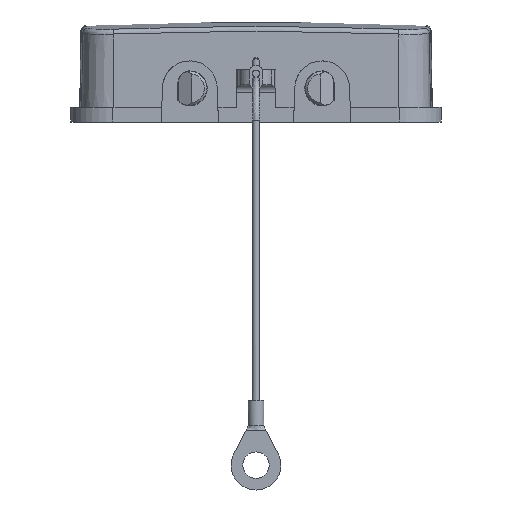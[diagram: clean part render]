
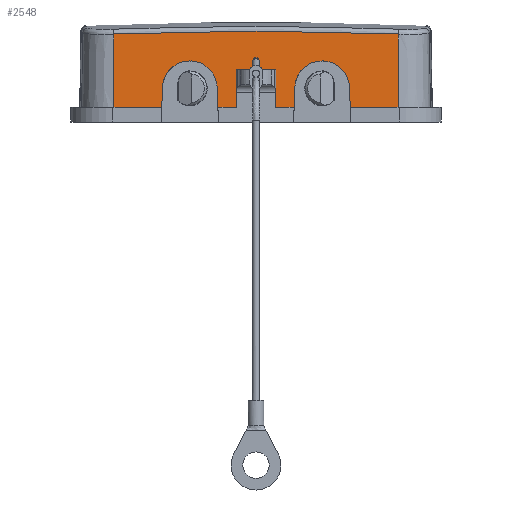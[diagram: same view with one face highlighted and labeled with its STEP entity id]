
A CAD part, front view. The second image highlights one B-rep face of the part: STEP entity #2548.
In plain terms, the highlighted planar face has unit normal (0, -1, 0.018).
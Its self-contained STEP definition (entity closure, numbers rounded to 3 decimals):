
#1194=ELLIPSE('',#6165,5.501,5.5);
#1199=ELLIPSE('',#6191,5.501,5.5);
#1228=FACE_OUTER_BOUND('',#3063,.T.);
#1499=PLANE('',#6192);
#1651=LINE('',#8002,#2085);
#1679=LINE('',#8177,#2113);
#1685=LINE('',#8193,#2119);
#1693=LINE('',#8240,#2127);
#1698=LINE('',#8253,#2132);
#1701=LINE('',#8267,#2135);
#1702=LINE('',#8268,#2136);
#1703=LINE('',#8270,#2137);
#1704=LINE('',#8272,#2138);
#1705=LINE('',#8276,#2139);
#1706=LINE('',#8278,#2140);
#1707=LINE('',#8280,#2141);
#1708=LINE('',#8287,#2142);
#2085=VECTOR('',#6531,1.);
#2113=VECTOR('',#6581,1.);
#2119=VECTOR('',#6595,1.);
#2127=VECTOR('',#6635,1.);
#2132=VECTOR('',#6646,1.);
#2135=VECTOR('',#6659,1.);
#2136=VECTOR('',#6660,1.);
#2137=VECTOR('',#6661,1.);
#2138=VECTOR('',#6662,1.);
#2139=VECTOR('',#6665,1.);
#2140=VECTOR('',#6666,1.);
#2141=VECTOR('',#6667,1.);
#2142=VECTOR('',#6668,1.);
#2548=ADVANCED_FACE('',(#1228),#1499,.T.);
#2857=B_SPLINE_CURVE_WITH_KNOTS('',3,(#8282,#8283,#8284,#8285),
 .UNSPECIFIED.,.F.,.F.,(4,4),(0.,1.),.UNSPECIFIED.);
#3063=EDGE_LOOP('',(#3474,#3475,#3476,#3477,#3478,#3479,#3480,#3481,#3482,
#3483,#3484,#3485,#3486,#3487,#3488,#3489));
#3474=ORIENTED_EDGE('',*,*,#5226,.F.);
#3475=ORIENTED_EDGE('',*,*,#5240,.F.);
#3476=ORIENTED_EDGE('',*,*,#5159,.F.);
#3477=ORIENTED_EDGE('',*,*,#5241,.F.);
#3478=ORIENTED_EDGE('',*,*,#5242,.F.);
#3479=ORIENTED_EDGE('',*,*,#5243,.T.);
#3480=ORIENTED_EDGE('',*,*,#5244,.T.);
#3481=ORIENTED_EDGE('',*,*,#5245,.F.);
#3482=ORIENTED_EDGE('',*,*,#5246,.F.);
#3483=ORIENTED_EDGE('',*,*,#5247,.F.);
#3484=ORIENTED_EDGE('',*,*,#5248,.T.);
#3485=ORIENTED_EDGE('',*,*,#5249,.T.);
#3486=ORIENTED_EDGE('',*,*,#5233,.F.);
#3487=ORIENTED_EDGE('',*,*,#5207,.T.);
#3488=ORIENTED_EDGE('',*,*,#5202,.T.);
#3489=ORIENTED_EDGE('',*,*,#5199,.F.);
#4715=VERTEX_POINT('',#8003);
#4716=VERTEX_POINT('',#8004);
#4751=VERTEX_POINT('',#8171);
#4753=VERTEX_POINT('',#8176);
#4755=VERTEX_POINT('',#8181);
#4756=VERTEX_POINT('',#8186);
#4771=VERTEX_POINT('',#8239);
#4777=VERTEX_POINT('',#8254);
#4783=VERTEX_POINT('',#8269);
#4784=VERTEX_POINT('',#8271);
#4785=VERTEX_POINT('',#8273);
#4786=VERTEX_POINT('',#8275);
#4787=VERTEX_POINT('',#8277);
#4788=VERTEX_POINT('',#8279);
#4789=VERTEX_POINT('',#8281);
#4790=VERTEX_POINT('',#8286);
#5159=EDGE_CURVE('',#4715,#4716,#1651,.T.);
#5199=EDGE_CURVE('',#4753,#4751,#1679,.T.);
#5202=EDGE_CURVE('',#4755,#4751,#1194,.T.);
#5207=EDGE_CURVE('',#4756,#4755,#1685,.T.);
#5226=EDGE_CURVE('',#4771,#4753,#1693,.T.);
#5233=EDGE_CURVE('',#4756,#4777,#1698,.T.);
#5240=EDGE_CURVE('',#4716,#4771,#1701,.T.);
#5241=EDGE_CURVE('',#4783,#4715,#1702,.T.);
#5242=EDGE_CURVE('',#4784,#4783,#1703,.T.);
#5243=EDGE_CURVE('',#4784,#4785,#1704,.T.);
#5244=EDGE_CURVE('',#4785,#4786,#1199,.T.);
#5245=EDGE_CURVE('',#4787,#4786,#1705,.T.);
#5246=EDGE_CURVE('',#4788,#4787,#1706,.T.);
#5247=EDGE_CURVE('',#4789,#4788,#1707,.T.);
#5248=EDGE_CURVE('',#4789,#4790,#2857,.T.);
#5249=EDGE_CURVE('',#4790,#4777,#1708,.T.);
#6165=AXIS2_PLACEMENT_3D('',#8183,#6587,#6588);
#6191=AXIS2_PLACEMENT_3D('',#8274,#6663,#6664);
#6192=AXIS2_PLACEMENT_3D('',#8288,#6669,#6670);
#6531=DIRECTION('',(-1.,0.,0.));
#6581=DIRECTION('',(-0.035,0.017,0.999));
#6587=DIRECTION('',(0.,1.,-0.017));
#6588=DIRECTION('',(0.,0.017,1.));
#6595=DIRECTION('',(0.035,0.017,0.999));
#6635=DIRECTION('',(-1.,0.,0.));
#6646=DIRECTION('',(-1.,0.,0.));
#6659=DIRECTION('',(0.,-0.017,-1.));
#6660=DIRECTION('',(0.,0.017,1.));
#6661=DIRECTION('',(-1.,0.,0.));
#6662=DIRECTION('',(0.035,0.017,0.999));
#6663=DIRECTION('',(0.,1.,-0.017));
#6664=DIRECTION('',(0.,0.017,1.));
#6665=DIRECTION('',(-0.035,0.017,0.999));
#6666=DIRECTION('',(-1.,0.,0.));
#6667=DIRECTION('',(0.,-0.017,-1.));
#6668=DIRECTION('',(0.,-0.017,-1.));
#6669=DIRECTION('',(0.,-1.,0.017));
#6670=DIRECTION('',(0.,-0.017,-1.));
#8002=CARTESIAN_POINT('',(0.,-20.169,1.835));
#8003=CARTESIAN_POINT('',(4.,-20.169,1.835));
#8004=CARTESIAN_POINT('',(-4.,-20.169,1.835));
#8171=CARTESIAN_POINT('',(-7.803,-20.23,-1.673));
#8176=CARTESIAN_POINT('',(-7.664,-20.3,-5.665));
#8177=CARTESIAN_POINT('',(-7.655,-20.305,-5.932));
#8181=CARTESIAN_POINT('',(-18.797,-20.23,-1.673));
#8183=CARTESIAN_POINT('',(-13.3,-20.234,-1.865));
#8186=CARTESIAN_POINT('',(-18.936,-20.3,-5.665));
#8193=CARTESIAN_POINT('',(-18.798,-20.231,-1.713));
#8239=CARTESIAN_POINT('',(-4.,-20.3,-5.665));
#8240=CARTESIAN_POINT('',(0.,-20.3,-5.665));
#8253=CARTESIAN_POINT('',(0.,-20.3,-5.665));
#8254=CARTESIAN_POINT('',(-28.575,-20.3,-5.665));
#8267=CARTESIAN_POINT('',(-4.,-20.17,1.803));
#8268=CARTESIAN_POINT('',(4.,-20.169,1.845));
#8269=CARTESIAN_POINT('',(4.,-20.3,-5.665));
#8270=CARTESIAN_POINT('',(-28.75,-20.3,-5.665));
#8271=CARTESIAN_POINT('',(7.664,-20.3,-5.665));
#8272=CARTESIAN_POINT('',(7.617,-20.323,-7.003));
#8273=CARTESIAN_POINT('',(7.803,-20.23,-1.673));
#8274=CARTESIAN_POINT('',(13.3,-20.234,-1.865));
#8275=CARTESIAN_POINT('',(18.797,-20.23,-1.673));
#8276=CARTESIAN_POINT('',(18.913,-20.288,-5.005));
#8277=CARTESIAN_POINT('',(18.936,-20.3,-5.665));
#8278=CARTESIAN_POINT('',(-28.75,-20.3,-5.665));
#8279=CARTESIAN_POINT('',(28.575,-20.3,-5.665));
#8280=CARTESIAN_POINT('',(28.575,-20.3,-5.665));
#8281=CARTESIAN_POINT('',(28.575,-20.043,9.052));
#8282=CARTESIAN_POINT('',(28.575,-20.043,9.052));
#8283=CARTESIAN_POINT('',(9.525,-20.029,9.837));
#8284=CARTESIAN_POINT('',(-9.525,-20.029,9.837));
#8285=CARTESIAN_POINT('',(-28.575,-20.043,9.052));
#8286=CARTESIAN_POINT('',(-28.575,-20.043,9.052));
#8287=CARTESIAN_POINT('',(-28.575,-20.3,-5.665));
#8288=CARTESIAN_POINT('',(0.,-20.3,-5.665));
